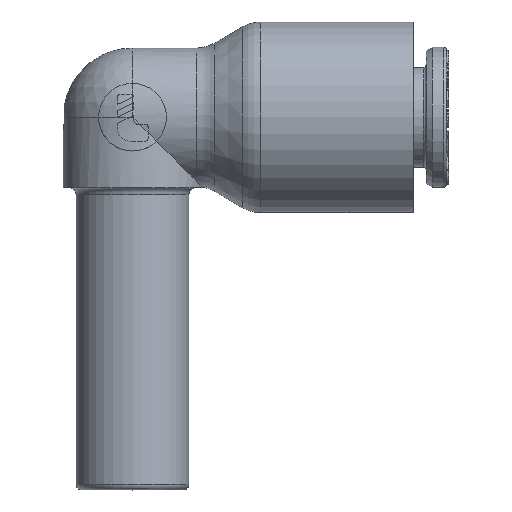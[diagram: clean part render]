
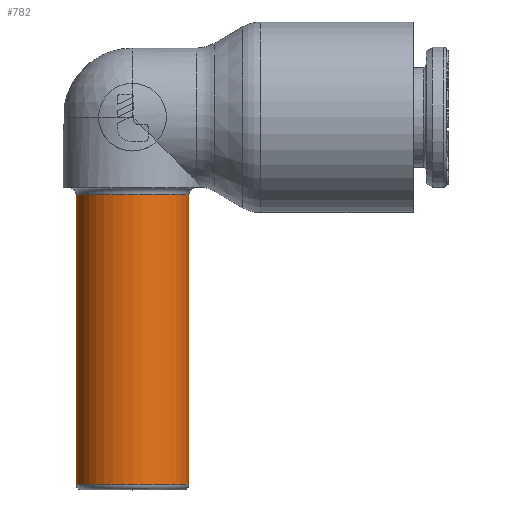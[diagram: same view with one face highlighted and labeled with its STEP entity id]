
A CAD part, top view. The second image highlights one B-rep face of the part: STEP entity #782.
In plain terms, the highlighted cylindrical face has radius 4 mm (diameter 8 mm), a partial arc.
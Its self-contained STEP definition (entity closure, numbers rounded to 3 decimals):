
#782=ADVANCED_FACE('',(#2211),#2212,.T.);
#2211=FACE_OUTER_BOUND('',#5597,.T.);
#2212=CYLINDRICAL_SURFACE('',#5598,4.0);
#5597=EDGE_LOOP('',(#11894,#11895,#11896,#11897));
#5598=AXIS2_PLACEMENT_3D('',#11898,#11899,#11900);
#11894=ORIENTED_EDGE('',*,*,#14460,.T.);
#11895=ORIENTED_EDGE('',*,*,#14441,.T.);
#11896=ORIENTED_EDGE('',*,*,#14461,.F.);
#11897=ORIENTED_EDGE('',*,*,#14439,.F.);
#11898=CARTESIAN_POINT('',(0.0,-3.93,0.0));
#11899=DIRECTION('',(0.0,1.0,-0.0));
#11900=DIRECTION('',(-1.0,0.0,0.0));
#14439=EDGE_CURVE('',#17421,#17425,#17429,.T.);
#14441=EDGE_CURVE('',#17433,#17431,#17434,.T.);
#14460=EDGE_CURVE('',#17421,#17433,#17463,.T.);
#14461=EDGE_CURVE('',#17425,#17431,#17464,.T.);
#17421=VERTEX_POINT('',#22891);
#17425=VERTEX_POINT('',#22895);
#17429=CIRCLE('',#22899,4.0);
#17431=VERTEX_POINT('',#22901);
#17433=VERTEX_POINT('',#22903);
#17434=CIRCLE('',#22904,4.0);
#17463=LINE('',#23111,#23112);
#17464=LINE('',#23113,#23114);
#22891=CARTESIAN_POINT('',(4.,-26.0,-0.003));
#22895=CARTESIAN_POINT('',(-4.,-26.0,0.003));
#22899=AXIS2_PLACEMENT_3D('',#27192,#27193,#27194);
#22901=CARTESIAN_POINT('',(-4.,-5.5,0.003));
#22903=CARTESIAN_POINT('',(4.,-5.5,-0.003));
#22904=AXIS2_PLACEMENT_3D('',#27198,#27199,#27200);
#23111=CARTESIAN_POINT('',(4.0,-26.0,0.0));
#23112=VECTOR('',#27230,20.5);
#23113=CARTESIAN_POINT('',(-4.0,-26.0,0.0));
#23114=VECTOR('',#27231,20.5);
#27192=CARTESIAN_POINT('',(0.0,-26.0,0.0));
#27193=DIRECTION('',(0.0,-1.0,0.0));
#27194=DIRECTION('',(1.0,0.0,0.0));
#27198=CARTESIAN_POINT('',(0.0,-5.5,0.0));
#27199=DIRECTION('',(0.0,-1.0,0.0));
#27200=DIRECTION('',(1.0,0.0,0.0));
#27230=DIRECTION('',(0.0,1.0,0.0));
#27231=DIRECTION('',(0.0,1.0,0.0));
